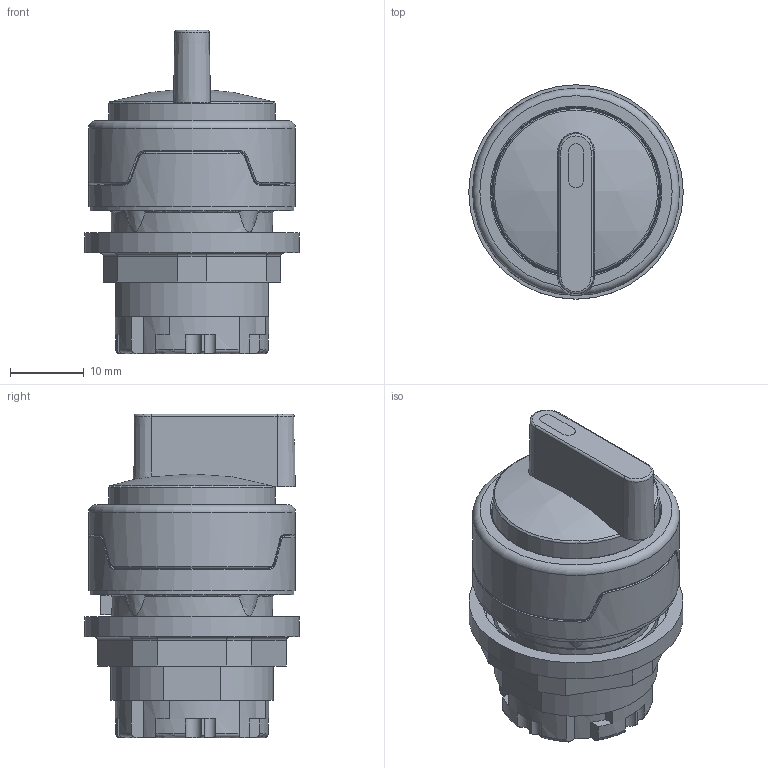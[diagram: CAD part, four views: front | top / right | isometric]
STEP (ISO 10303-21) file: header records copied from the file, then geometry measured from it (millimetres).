
FILE_DESCRIPTION(/* description */ (''),/* implementation_level */ '2;1');
FILE_NAME(/* name */ 'RMCSTB.stp',/* time_stamp */ '2020-11-12T13:23:45+01:00',/* author */ ('thagel'),/* organization */ (''),/* preprocessor_version */ 'ST-DEVELOPER v17.2',/* originating_system */ 'Autodesk Inventor 2019',/* authorisation */ '');
FILE_SCHEMA (('AUTOMOTIVE_DESIGN { 1 0 10303 214 3 1 1 }'));
Length unit declared in the file: millimetre
Products named in the file (1): RMCSTB
Bounding box: 29 x 29 x 43.75 mm (x, y, z)
Volume: 16918 mm3; surface area: 9860 mm2
Topology: 1 solids, 12 shells, 402 faces, 1037 edges, 668 vertices
Faces by surface type: plane 175, cylinder 119, torus 52, bspline 38, cone 17, sphere 1
Full cylindrical faces by diameter (mm): 2.9 x1, 3.1 x1, 4.5 x1, 4.55 x1, 17.886 x1, 18.6 x1, 20.75 x1, 21.85 x1, 21.914 x1, 22.5 x1, 22.6 x1, 22.7 x1, 22.9 x2, 25.35 x1, 25.9 x1, 26 x1, 27.65 x1, 28 x2, 29 x1
Entity records: 14096 total; most frequent: CARTESIAN_POINT 4211, DIRECTION 2105, ORIENTED_EDGE 2072, EDGE_CURVE 1036, AXIS2_PLACEMENT_3D 852, VERTEX_POINT 668, CIRCLE 443, EDGE_LOOP 426
